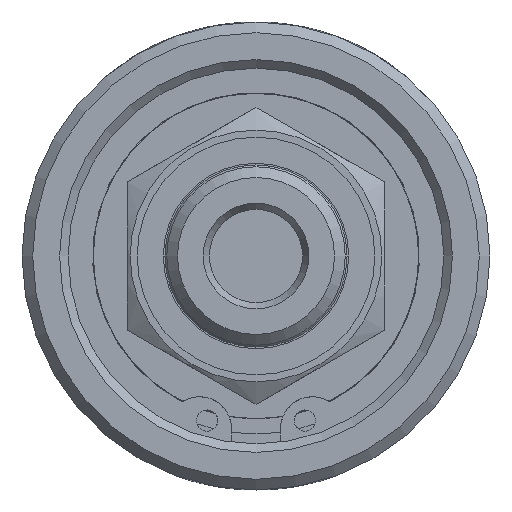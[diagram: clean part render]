
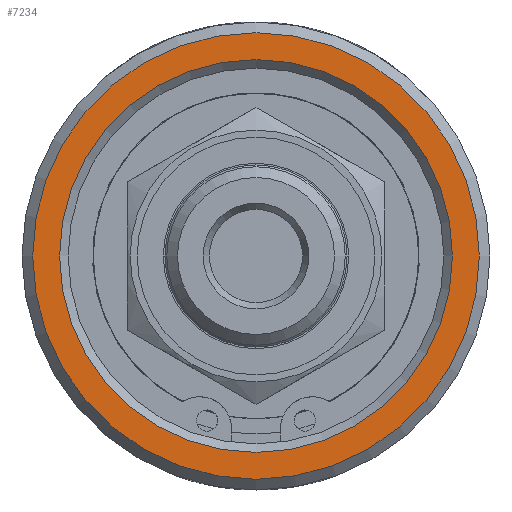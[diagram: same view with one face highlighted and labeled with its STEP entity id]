
A CAD part, left-side view. The second image highlights one B-rep face of the part: STEP entity #7234.
In plain terms, the highlighted planar face has unit normal (-1, 0, 0).
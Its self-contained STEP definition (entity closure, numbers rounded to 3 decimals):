
#640=FACE_BOUND('',#1387,.T.);
#700=PLANE('',#7768);
#949=FACE_OUTER_BOUND('',#1386,.T.);
#1386=EDGE_LOOP('',(#5018));
#1387=EDGE_LOOP('',(#5019));
#2715=CIRCLE('',#7756,20.85);
#2723=CIRCLE('',#7769,18.34);
#2969=VERTEX_POINT('',#10615);
#2977=VERTEX_POINT('',#10639);
#3769=EDGE_CURVE('',#2969,#2969,#2715,.T.);
#3779=EDGE_CURVE('',#2977,#2977,#2723,.T.);
#5018=ORIENTED_EDGE('',*,*,#3769,.F.);
#5019=ORIENTED_EDGE('',*,*,#3779,.F.);
#7234=ADVANCED_FACE('',(#949,#640),#700,.T.);
#7756=AXIS2_PLACEMENT_3D('',#10617,#8675,#8676);
#7768=AXIS2_PLACEMENT_3D('',#10638,#8701,#8702);
#7769=AXIS2_PLACEMENT_3D('',#10640,#8703,#8704);
#8675=DIRECTION('center_axis',(1.,0.,0.));
#8676=DIRECTION('ref_axis',(0.,-1.,0.));
#8701=DIRECTION('center_axis',(-1.,0.,0.));
#8702=DIRECTION('ref_axis',(0.,0.,1.));
#8703=DIRECTION('center_axis',(-1.,0.,0.));
#8704=DIRECTION('ref_axis',(0.,0.,-1.));
#10615=CARTESIAN_POINT('',(25.74,20.85,0.));
#10617=CARTESIAN_POINT('Origin',(25.74,0.,0.));
#10638=CARTESIAN_POINT('Origin',(25.74,0.,0.));
#10639=CARTESIAN_POINT('',(25.74,0.,18.34));
#10640=CARTESIAN_POINT('Origin',(25.74,0.,0.));
